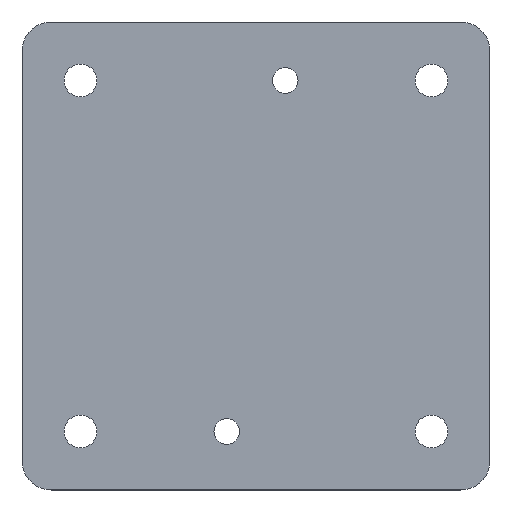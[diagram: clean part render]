
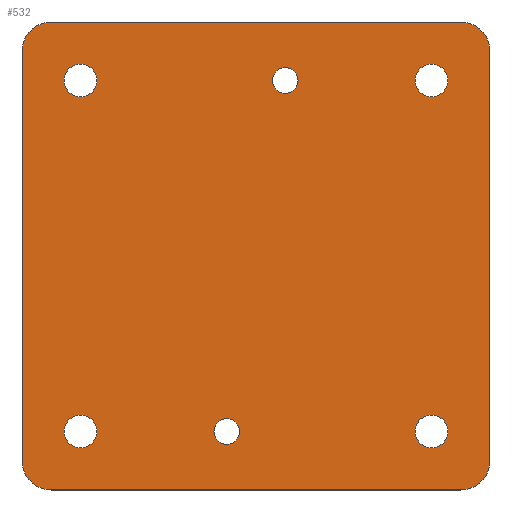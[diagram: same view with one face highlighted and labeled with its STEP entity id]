
A CAD part, top view. The second image highlights one B-rep face of the part: STEP entity #532.
In plain terms, the highlighted planar face has unit normal (0, 0, 1).
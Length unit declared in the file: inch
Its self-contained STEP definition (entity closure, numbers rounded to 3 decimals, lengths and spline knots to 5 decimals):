
#2 = CARTESIAN_POINT ( 'NONE',  ( -2., 1.75, 0. ) ) ;
#4 = LINE ( 'NONE', #184, #174 ) ;
#5 = AXIS2_PLACEMENT_3D ( 'NONE', #341, #252, #523 ) ;
#10 = ORIENTED_EDGE ( 'NONE', *, *, #201, .T. ) ;
#12 = CARTESIAN_POINT ( 'NONE',  ( 2., 1.75, 0. ) ) ;
#13 = CARTESIAN_POINT ( 'NONE',  ( -2., -1.75, 0. ) ) ;
#17 = ORIENTED_EDGE ( 'NONE', *, *, #387, .T. ) ;
#22 = CIRCLE ( 'NONE', #205, 0.1405 ) ;
#25 = LINE ( 'NONE', #428, #304 ) ;
#27 = EDGE_LOOP ( 'NONE', ( #314, #409, #323, #570, #63, #330, #517, #353 ) ) ;
#29 = ORIENTED_EDGE ( 'NONE', *, *, #260, .T. ) ;
#59 = CARTESIAN_POINT ( 'NONE',  ( -1.5, -1.5, 0. ) ) ;
#63 = ORIENTED_EDGE ( 'NONE', *, *, #392, .T. ) ;
#68 = CIRCLE ( 'NONE', #549, 0.1405 ) ;
#69 = CARTESIAN_POINT ( 'NONE',  ( 2., 0., 0. ) ) ;
#73 = CARTESIAN_POINT ( 'NONE',  ( 1.75, -1.75, 0. ) ) ;
#74 = AXIS2_PLACEMENT_3D ( 'NONE', #464, #416, #373 ) ;
#77 = AXIS2_PLACEMENT_3D ( 'NONE', #187, #273, #93 ) ;
#86 = CARTESIAN_POINT ( 'NONE',  ( -1.75, -2., 0. ) ) ;
#93 = DIRECTION ( 'NONE',  ( 1., 0., 0. ) ) ;
#94 = VERTEX_POINT ( 'NONE', #270 ) ;
#98 = AXIS2_PLACEMENT_3D ( 'NONE', #496, #265, #176 ) ;
#99 = EDGE_CURVE ( 'NONE', #485, #489, #4, .T. ) ;
#101 = DIRECTION ( 'NONE',  ( 1., 0., 0. ) ) ;
#116 = VECTOR ( 'NONE', #213, 39.37008 ) ;
#117 = DIRECTION ( 'NONE',  ( 0., 0., -1. ) ) ;
#118 = VERTEX_POINT ( 'NONE', #2 ) ;
#120 = VERTEX_POINT ( 'NONE', #322 ) ;
#123 = EDGE_LOOP ( 'NONE', ( #251 ) ) ;
#126 = CARTESIAN_POINT ( 'NONE',  ( 1.75, 1.75, 0. ) ) ;
#127 = VERTEX_POINT ( 'NONE', #148 ) ;
#128 = CIRCLE ( 'NONE', #74, 0.25 ) ;
#148 = CARTESIAN_POINT ( 'NONE',  ( 2., -1.75, 0. ) ) ;
#154 = DIRECTION ( 'NONE',  ( 1., 0., 0. ) ) ;
#156 = VERTEX_POINT ( 'NONE', #13 ) ;
#163 = CARTESIAN_POINT ( 'NONE',  ( 1.6405, 1.5, 0. ) ) ;
#168 = LINE ( 'NONE', #307, #116 ) ;
#174 = VECTOR ( 'NONE', #552, 39.37008 ) ;
#176 = DIRECTION ( 'NONE',  ( 1., 0., 0. ) ) ;
#184 = CARTESIAN_POINT ( 'NONE',  ( 0., -2., 0. ) ) ;
#187 = CARTESIAN_POINT ( 'NONE',  ( 1.5, 1.5, 0. ) ) ;
#188 = CIRCLE ( 'NONE', #198, 0.25 ) ;
#198 = AXIS2_PLACEMENT_3D ( 'NONE', #126, #393, #494 ) ;
#199 = EDGE_CURVE ( 'NONE', #256, #256, #460, .T. ) ;
#201 = EDGE_CURVE ( 'NONE', #404, #404, #538, .T. ) ;
#205 = AXIS2_PLACEMENT_3D ( 'NONE', #59, #555, #326 ) ;
#207 = EDGE_LOOP ( 'NONE', ( #10 ) ) ;
#208 = AXIS2_PLACEMENT_3D ( 'NONE', #456, #268, #101 ) ;
#209 = DIRECTION ( 'NONE',  ( 0., 0., 1. ) ) ;
#213 = DIRECTION ( 'NONE',  ( 0., -1., 0. ) ) ;
#215 = AXIS2_PLACEMENT_3D ( 'NONE', #513, #117, #154 ) ;
#216 = FACE_BOUND ( 'NONE', #561, .T. ) ;
#220 = CARTESIAN_POINT ( 'NONE',  ( -1.5, 1.5, 0. ) ) ;
#225 = EDGE_LOOP ( 'NONE', ( #255 ) ) ;
#231 = CARTESIAN_POINT ( 'NONE',  ( -1.3595, 1.5, 0. ) ) ;
#242 = EDGE_LOOP ( 'NONE', ( #29 ) ) ;
#244 = CARTESIAN_POINT ( 'NONE',  ( -1.75, 1.75, 0. ) ) ;
#249 = VERTEX_POINT ( 'NONE', #12 ) ;
#251 = ORIENTED_EDGE ( 'NONE', *, *, #402, .T. ) ;
#252 = DIRECTION ( 'NONE',  ( 0., 0., -1. ) ) ;
#254 = FACE_BOUND ( 'NONE', #123, .T. ) ;
#255 = ORIENTED_EDGE ( 'NONE', *, *, #199, .T. ) ;
#256 = VERTEX_POINT ( 'NONE', #440 ) ;
#258 = EDGE_CURVE ( 'NONE', #156, #485, #128, .T. ) ;
#259 = CIRCLE ( 'NONE', #5, 0.109 ) ;
#260 = EDGE_CURVE ( 'NONE', #438, #438, #22, .T. ) ;
#265 = DIRECTION ( 'NONE',  ( 0., 0., 1. ) ) ;
#268 = DIRECTION ( 'NONE',  ( 0., 0., -1. ) ) ;
#270 = CARTESIAN_POINT ( 'NONE',  ( 1.6405, -1.5, 0. ) ) ;
#273 = DIRECTION ( 'NONE',  ( 0., 0., -1. ) ) ;
#284 = VECTOR ( 'NONE', #333, 39.37008 ) ;
#296 = CARTESIAN_POINT ( 'NONE',  ( -1.3595, -1.5, 0. ) ) ;
#298 = DIRECTION ( 'NONE',  ( 0., 0., -1. ) ) ;
#304 = VECTOR ( 'NONE', #484, 39.37008 ) ;
#305 = FACE_BOUND ( 'NONE', #389, .T. ) ;
#307 = CARTESIAN_POINT ( 'NONE',  ( -2., 0., 0. ) ) ;
#309 = VERTEX_POINT ( 'NONE', #231 ) ;
#314 = ORIENTED_EDGE ( 'NONE', *, *, #473, .T. ) ;
#322 = CARTESIAN_POINT ( 'NONE',  ( -1.75, 2., 0. ) ) ;
#323 = ORIENTED_EDGE ( 'NONE', *, *, #99, .T. ) ;
#326 = DIRECTION ( 'NONE',  ( 1., 0., 0. ) ) ;
#328 = EDGE_CURVE ( 'NONE', #120, #118, #518, .T. ) ;
#330 = ORIENTED_EDGE ( 'NONE', *, *, #510, .T. ) ;
#333 = DIRECTION ( 'NONE',  ( 0., 1., 0. ) ) ;
#341 = CARTESIAN_POINT ( 'NONE',  ( 0.25, 1.5, 0. ) ) ;
#342 = ORIENTED_EDGE ( 'NONE', *, *, #573, .T. ) ;
#346 = FACE_BOUND ( 'NONE', #207, .T. ) ;
#353 = ORIENTED_EDGE ( 'NONE', *, *, #328, .T. ) ;
#358 = VERTEX_POINT ( 'NONE', #369 ) ;
#365 = EDGE_CURVE ( 'NONE', #377, #120, #25, .T. ) ;
#367 = EDGE_CURVE ( 'NONE', #489, #127, #546, .T. ) ;
#369 = CARTESIAN_POINT ( 'NONE',  ( 0.359, 1.5, 0. ) ) ;
#373 = DIRECTION ( 'NONE',  ( 1., 0., 0. ) ) ;
#377 = VERTEX_POINT ( 'NONE', #562 ) ;
#379 = DIRECTION ( 'NONE',  ( 0., 0., 1. ) ) ;
#385 = AXIS2_PLACEMENT_3D ( 'NONE', #244, #379, #432 ) ;
#387 = EDGE_CURVE ( 'NONE', #94, #94, #468, .T. ) ;
#389 = EDGE_LOOP ( 'NONE', ( #342 ) ) ;
#392 = EDGE_CURVE ( 'NONE', #127, #249, #565, .T. ) ;
#393 = DIRECTION ( 'NONE',  ( 0., 0., 1. ) ) ;
#395 = PLANE ( 'NONE',  #98 ) ;
#399 = DIRECTION ( 'NONE',  ( 1., 0., 0. ) ) ;
#402 = EDGE_CURVE ( 'NONE', #358, #358, #259, .T. ) ;
#404 = VERTEX_POINT ( 'NONE', #163 ) ;
#409 = ORIENTED_EDGE ( 'NONE', *, *, #258, .T. ) ;
#416 = DIRECTION ( 'NONE',  ( 0., 0., 1. ) ) ;
#428 = CARTESIAN_POINT ( 'NONE',  ( 0., 2., 0. ) ) ;
#432 = DIRECTION ( 'NONE',  ( 1., 0., 0. ) ) ;
#438 = VERTEX_POINT ( 'NONE', #296 ) ;
#440 = CARTESIAN_POINT ( 'NONE',  ( -0.141, -1.5, 0. ) ) ;
#442 = FACE_BOUND ( 'NONE', #242, .T. ) ;
#456 = CARTESIAN_POINT ( 'NONE',  ( -0.25, -1.5, 0. ) ) ;
#459 = AXIS2_PLACEMENT_3D ( 'NONE', #73, #209, #560 ) ;
#460 = CIRCLE ( 'NONE', #208, 0.109 ) ;
#464 = CARTESIAN_POINT ( 'NONE',  ( -1.75, -1.75, 0. ) ) ;
#468 = CIRCLE ( 'NONE', #215, 0.1405 ) ;
#473 = EDGE_CURVE ( 'NONE', #118, #156, #168, .T. ) ;
#484 = DIRECTION ( 'NONE',  ( -1., 0., 0. ) ) ;
#485 = VERTEX_POINT ( 'NONE', #86 ) ;
#489 = VERTEX_POINT ( 'NONE', #579 ) ;
#494 = DIRECTION ( 'NONE',  ( 1., 0., 0. ) ) ;
#496 = CARTESIAN_POINT ( 'NONE',  ( 0., 0., 0. ) ) ;
#510 = EDGE_CURVE ( 'NONE', #249, #377, #188, .T. ) ;
#513 = CARTESIAN_POINT ( 'NONE',  ( 1.5, -1.5, 0. ) ) ;
#517 = ORIENTED_EDGE ( 'NONE', *, *, #365, .T. ) ;
#518 = CIRCLE ( 'NONE', #385, 0.25 ) ;
#523 = DIRECTION ( 'NONE',  ( 1., 0., 0. ) ) ;
#532 = ADVANCED_FACE ( 'NONE', ( #442, #539, #254, #346, #305, #216, #571 ), #395, .T. ) ;
#538 = CIRCLE ( 'NONE', #77, 0.1405 ) ;
#539 = FACE_BOUND ( 'NONE', #225, .T. ) ;
#546 = CIRCLE ( 'NONE', #459, 0.25 ) ;
#549 = AXIS2_PLACEMENT_3D ( 'NONE', #220, #298, #399 ) ;
#552 = DIRECTION ( 'NONE',  ( 1., 0., 0. ) ) ;
#555 = DIRECTION ( 'NONE',  ( 0., 0., -1. ) ) ;
#560 = DIRECTION ( 'NONE',  ( 1., 0., 0. ) ) ;
#561 = EDGE_LOOP ( 'NONE', ( #17 ) ) ;
#562 = CARTESIAN_POINT ( 'NONE',  ( 1.75, 2., 0. ) ) ;
#565 = LINE ( 'NONE', #69, #284 ) ;
#570 = ORIENTED_EDGE ( 'NONE', *, *, #367, .T. ) ;
#571 = FACE_OUTER_BOUND ( 'NONE', #27, .T. ) ;
#573 = EDGE_CURVE ( 'NONE', #309, #309, #68, .T. ) ;
#579 = CARTESIAN_POINT ( 'NONE',  ( 1.75, -2., 0. ) ) ;
